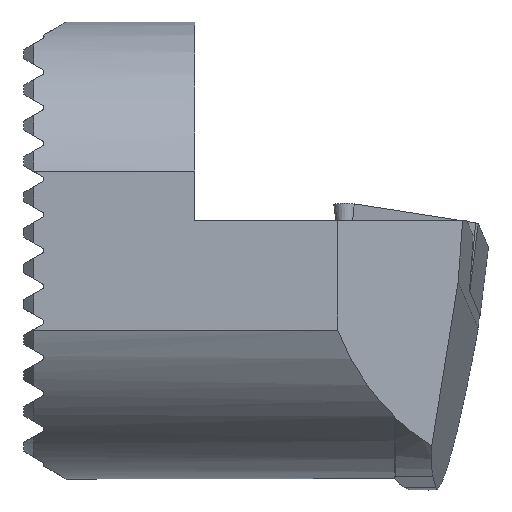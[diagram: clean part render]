
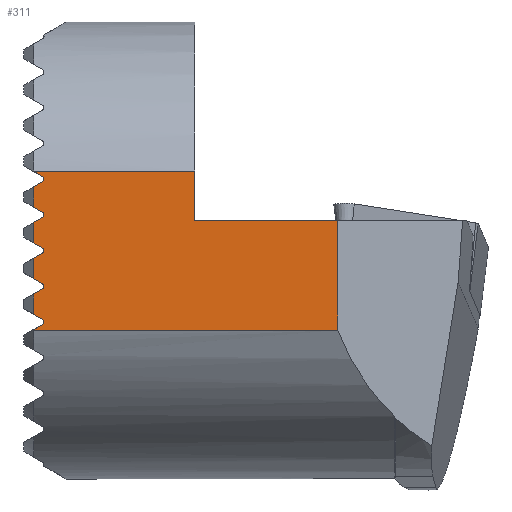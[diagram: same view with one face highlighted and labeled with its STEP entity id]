
A CAD part, front view. The second image highlights one B-rep face of the part: STEP entity #311.
In plain terms, the highlighted planar face has unit normal (0, -1, 0).
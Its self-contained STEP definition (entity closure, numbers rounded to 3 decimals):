
#254=CIRCLE('',#2218,0.2);
#255=CIRCLE('',#2219,0.2);
#256=CIRCLE('',#2220,0.2);
#257=CIRCLE('',#2221,0.2);
#258=CIRCLE('',#2222,0.2);
#311=ADVANCED_FACE('',(#485),#394,.F.);
#394=PLANE('',#2223);
#485=FACE_OUTER_BOUND('',#595,.T.);
#595=EDGE_LOOP('',(#952,#953,#954,#955,#956,#957,#958,#959,#960,#961,#962,
#963,#964,#965,#966,#967,#968,#969,#970,#971,#972,#973,#974,#975,#976,#977));
#952=ORIENTED_EDGE('',*,*,#1738,.T.);
#953=ORIENTED_EDGE('',*,*,#1739,.T.);
#954=ORIENTED_EDGE('',*,*,#1696,.T.);
#955=ORIENTED_EDGE('',*,*,#1740,.T.);
#956=ORIENTED_EDGE('',*,*,#1741,.T.);
#957=ORIENTED_EDGE('',*,*,#1742,.T.);
#958=ORIENTED_EDGE('',*,*,#1743,.F.);
#959=ORIENTED_EDGE('',*,*,#1744,.T.);
#960=ORIENTED_EDGE('',*,*,#1745,.T.);
#961=ORIENTED_EDGE('',*,*,#1746,.T.);
#962=ORIENTED_EDGE('',*,*,#1747,.F.);
#963=ORIENTED_EDGE('',*,*,#1748,.T.);
#964=ORIENTED_EDGE('',*,*,#1749,.T.);
#965=ORIENTED_EDGE('',*,*,#1750,.T.);
#966=ORIENTED_EDGE('',*,*,#1751,.F.);
#967=ORIENTED_EDGE('',*,*,#1752,.T.);
#968=ORIENTED_EDGE('',*,*,#1753,.T.);
#969=ORIENTED_EDGE('',*,*,#1754,.T.);
#970=ORIENTED_EDGE('',*,*,#1755,.F.);
#971=ORIENTED_EDGE('',*,*,#1756,.T.);
#972=ORIENTED_EDGE('',*,*,#1757,.T.);
#973=ORIENTED_EDGE('',*,*,#1758,.T.);
#974=ORIENTED_EDGE('',*,*,#1759,.F.);
#975=ORIENTED_EDGE('',*,*,#1760,.T.);
#976=ORIENTED_EDGE('',*,*,#1636,.T.);
#977=ORIENTED_EDGE('',*,*,#1737,.F.);
#1370=VERTEX_POINT('',#3039);
#1383=VERTEX_POINT('',#3137);
#1401=VERTEX_POINT('',#3246);
#1442=VERTEX_POINT('',#3797);
#1470=VERTEX_POINT('',#3949);
#1471=VERTEX_POINT('',#3953);
#1472=VERTEX_POINT('',#3956);
#1473=VERTEX_POINT('',#3958);
#1474=VERTEX_POINT('',#3960);
#1475=VERTEX_POINT('',#3962);
#1476=VERTEX_POINT('',#3964);
#1477=VERTEX_POINT('',#3966);
#1478=VERTEX_POINT('',#3968);
#1479=VERTEX_POINT('',#3970);
#1480=VERTEX_POINT('',#3972);
#1481=VERTEX_POINT('',#3974);
#1482=VERTEX_POINT('',#3976);
#1483=VERTEX_POINT('',#3978);
#1484=VERTEX_POINT('',#3980);
#1485=VERTEX_POINT('',#3982);
#1486=VERTEX_POINT('',#3984);
#1487=VERTEX_POINT('',#3986);
#1488=VERTEX_POINT('',#3988);
#1489=VERTEX_POINT('',#3990);
#1490=VERTEX_POINT('',#3992);
#1491=VERTEX_POINT('',#3994);
#1636=EDGE_CURVE('',#1383,#1401,#1877,.T.);
#1696=EDGE_CURVE('',#1442,#1370,#1878,.T.);
#1737=EDGE_CURVE('',#1470,#1401,#1894,.T.);
#1738=EDGE_CURVE('',#1470,#1471,#1895,.T.);
#1739=EDGE_CURVE('',#1471,#1442,#1896,.T.);
#1740=EDGE_CURVE('',#1370,#1472,#1897,.T.);
#1741=EDGE_CURVE('',#1472,#1473,#1898,.T.);
#1742=EDGE_CURVE('',#1473,#1474,#254,.T.);
#1743=EDGE_CURVE('',#1475,#1474,#1899,.T.);
#1744=EDGE_CURVE('',#1475,#1476,#1900,.T.);
#1745=EDGE_CURVE('',#1476,#1477,#1901,.T.);
#1746=EDGE_CURVE('',#1477,#1478,#255,.T.);
#1747=EDGE_CURVE('',#1479,#1478,#1902,.T.);
#1748=EDGE_CURVE('',#1479,#1480,#1903,.T.);
#1749=EDGE_CURVE('',#1480,#1481,#1904,.T.);
#1750=EDGE_CURVE('',#1481,#1482,#256,.T.);
#1751=EDGE_CURVE('',#1483,#1482,#1905,.T.);
#1752=EDGE_CURVE('',#1483,#1484,#1906,.T.);
#1753=EDGE_CURVE('',#1484,#1485,#1907,.T.);
#1754=EDGE_CURVE('',#1485,#1486,#257,.T.);
#1755=EDGE_CURVE('',#1487,#1486,#1908,.T.);
#1756=EDGE_CURVE('',#1487,#1488,#1909,.T.);
#1757=EDGE_CURVE('',#1488,#1489,#1910,.T.);
#1758=EDGE_CURVE('',#1489,#1490,#258,.T.);
#1759=EDGE_CURVE('',#1491,#1490,#1911,.T.);
#1760=EDGE_CURVE('',#1491,#1383,#1912,.T.);
#1877=LINE('',#3247,#2014);
#1878=LINE('',#3796,#2015);
#1894=LINE('',#3950,#2031);
#1895=LINE('',#3952,#2032);
#1896=LINE('',#3954,#2033);
#1897=LINE('',#3955,#2034);
#1898=LINE('',#3957,#2035);
#1899=LINE('',#3961,#2036);
#1900=LINE('',#3963,#2037);
#1901=LINE('',#3965,#2038);
#1902=LINE('',#3969,#2039);
#1903=LINE('',#3971,#2040);
#1904=LINE('',#3973,#2041);
#1905=LINE('',#3977,#2042);
#1906=LINE('',#3979,#2043);
#1907=LINE('',#3981,#2044);
#1908=LINE('',#3985,#2045);
#1909=LINE('',#3987,#2046);
#1910=LINE('',#3989,#2047);
#1911=LINE('',#3993,#2048);
#1912=LINE('',#3995,#2049);
#2014=VECTOR('',#2493,1.);
#2015=VECTOR('',#2498,1.);
#2031=VECTOR('',#2562,1.);
#2032=VECTOR('',#2565,1.);
#2033=VECTOR('',#2566,1.);
#2034=VECTOR('',#2567,1.);
#2035=VECTOR('',#2568,1.);
#2036=VECTOR('',#2571,1.);
#2037=VECTOR('',#2572,1.);
#2038=VECTOR('',#2573,1.);
#2039=VECTOR('',#2576,1.);
#2040=VECTOR('',#2577,1.);
#2041=VECTOR('',#2578,1.);
#2042=VECTOR('',#2581,1.);
#2043=VECTOR('',#2582,1.);
#2044=VECTOR('',#2583,1.);
#2045=VECTOR('',#2586,1.);
#2046=VECTOR('',#2587,1.);
#2047=VECTOR('',#2588,1.);
#2048=VECTOR('',#2591,1.);
#2049=VECTOR('',#2592,1.);
#2218=AXIS2_PLACEMENT_3D('',#3959,#2569,#2570);
#2219=AXIS2_PLACEMENT_3D('',#3967,#2574,#2575);
#2220=AXIS2_PLACEMENT_3D('',#3975,#2579,#2580);
#2221=AXIS2_PLACEMENT_3D('',#3983,#2584,#2585);
#2222=AXIS2_PLACEMENT_3D('',#3991,#2589,#2590);
#2223=AXIS2_PLACEMENT_3D('',#3996,#2593,#2594);
#2493=DIRECTION('',(1.,0.,0.));
#2498=DIRECTION('',(-1.,0.,0.));
#2562=DIRECTION('',(0.,0.,-1.));
#2565=DIRECTION('',(-1.,0.,0.));
#2566=DIRECTION('',(0.,0.,1.));
#2567=DIRECTION('',(0.,0.,-1.));
#2568=DIRECTION('',(0.866,0.,-0.5));
#2569=DIRECTION('',(0.,1.,0.));
#2570=DIRECTION('',(0.5,0.,0.866));
#2571=DIRECTION('',(0.866,0.,0.5));
#2572=DIRECTION('',(0.,0.,-1.));
#2573=DIRECTION('',(0.866,0.,-0.5));
#2574=DIRECTION('',(0.,1.,0.));
#2575=DIRECTION('',(0.5,0.,0.866));
#2576=DIRECTION('',(0.866,0.,0.5));
#2577=DIRECTION('',(0.,0.,-1.));
#2578=DIRECTION('',(0.866,0.,-0.5));
#2579=DIRECTION('',(0.,1.,0.));
#2580=DIRECTION('',(0.5,0.,0.866));
#2581=DIRECTION('',(0.866,0.,0.5));
#2582=DIRECTION('',(0.,0.,-1.));
#2583=DIRECTION('',(0.866,0.,-0.5));
#2584=DIRECTION('',(0.,1.,0.));
#2585=DIRECTION('',(0.5,0.,0.866));
#2586=DIRECTION('',(0.866,0.,0.5));
#2587=DIRECTION('',(0.,0.,-1.));
#2588=DIRECTION('',(0.866,0.,-0.5));
#2589=DIRECTION('',(0.,1.,0.));
#2590=DIRECTION('',(0.5,0.,0.866));
#2591=DIRECTION('',(0.866,0.,0.5));
#2592=DIRECTION('',(0.,0.,-1.));
#2593=DIRECTION('',(0.,1.,0.));
#2594=DIRECTION('',(0.,0.,-1.));
#3039=CARTESIAN_POINT('',(0.15,-15.,5.568));
#3137=CARTESIAN_POINT('',(0.15,-15.,-5.568));
#3246=CARTESIAN_POINT('',(21.45,-15.,-5.568));
#3247=CARTESIAN_POINT('',(0.15,-15.,-5.568));
#3796=CARTESIAN_POINT('',(11.45,-15.,5.568));
#3797=CARTESIAN_POINT('',(11.45,-15.,5.568));
#3949=CARTESIAN_POINT('',(21.45,-15.,2.1));
#3950=CARTESIAN_POINT('',(21.45,-15.,2.1));
#3952=CARTESIAN_POINT('',(21.45,-15.,2.1));
#3953=CARTESIAN_POINT('',(11.45,-15.,2.1));
#3954=CARTESIAN_POINT('',(11.45,-15.,2.1));
#3955=CARTESIAN_POINT('',(0.15,-15.,5.568));
#3956=CARTESIAN_POINT('',(0.15,-15.,5.538));
#3957=CARTESIAN_POINT('',(0.15,-15.,5.538));
#3958=CARTESIAN_POINT('',(0.783,-15.,5.173));
#3959=CARTESIAN_POINT('',(0.683,-15.,5.));
#3960=CARTESIAN_POINT('',(0.783,-15.,4.827));
#3961=CARTESIAN_POINT('',(0.15,-15.,4.462));
#3962=CARTESIAN_POINT('',(0.15,-15.,4.462));
#3963=CARTESIAN_POINT('',(0.15,-15.,4.462));
#3964=CARTESIAN_POINT('',(0.15,-15.,3.038));
#3965=CARTESIAN_POINT('',(0.15,-15.,3.038));
#3966=CARTESIAN_POINT('',(0.783,-15.,2.673));
#3967=CARTESIAN_POINT('',(0.683,-15.,2.5));
#3968=CARTESIAN_POINT('',(0.783,-15.,2.327));
#3969=CARTESIAN_POINT('',(0.15,-15.,1.962));
#3970=CARTESIAN_POINT('',(0.15,-15.,1.962));
#3971=CARTESIAN_POINT('',(0.15,-15.,1.962));
#3972=CARTESIAN_POINT('',(0.15,-15.,0.538));
#3973=CARTESIAN_POINT('',(0.15,-15.,0.538));
#3974=CARTESIAN_POINT('',(0.783,-15.,0.173));
#3975=CARTESIAN_POINT('',(0.683,-15.,0.));
#3976=CARTESIAN_POINT('',(0.783,-15.,-0.173));
#3977=CARTESIAN_POINT('',(0.15,-15.,-0.538));
#3978=CARTESIAN_POINT('',(0.15,-15.,-0.538));
#3979=CARTESIAN_POINT('',(0.15,-15.,-0.538));
#3980=CARTESIAN_POINT('',(0.15,-15.,-1.962));
#3981=CARTESIAN_POINT('',(0.15,-15.,-1.962));
#3982=CARTESIAN_POINT('',(0.783,-15.,-2.327));
#3983=CARTESIAN_POINT('',(0.683,-15.,-2.5));
#3984=CARTESIAN_POINT('',(0.783,-15.,-2.673));
#3985=CARTESIAN_POINT('',(0.15,-15.,-3.038));
#3986=CARTESIAN_POINT('',(0.15,-15.,-3.038));
#3987=CARTESIAN_POINT('',(0.15,-15.,-3.038));
#3988=CARTESIAN_POINT('',(0.15,-15.,-4.462));
#3989=CARTESIAN_POINT('',(0.15,-15.,-4.462));
#3990=CARTESIAN_POINT('',(0.783,-15.,-4.827));
#3991=CARTESIAN_POINT('',(0.683,-15.,-5.));
#3992=CARTESIAN_POINT('',(0.783,-15.,-5.173));
#3993=CARTESIAN_POINT('',(0.15,-15.,-5.538));
#3994=CARTESIAN_POINT('',(0.15,-15.,-5.538));
#3995=CARTESIAN_POINT('',(0.15,-15.,-5.538));
#3996=CARTESIAN_POINT('',(-3.807,-15.,16.838));
